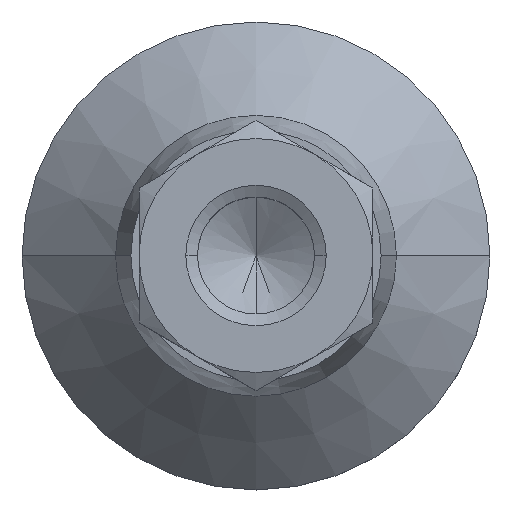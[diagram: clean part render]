
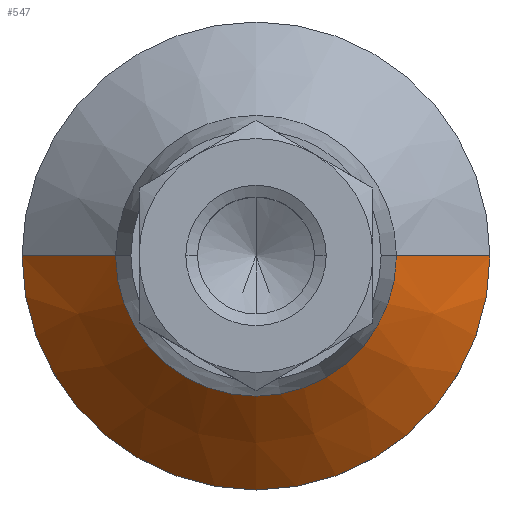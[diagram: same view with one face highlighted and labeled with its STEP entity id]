
A CAD part, top view. The second image highlights one B-rep face of the part: STEP entity #547.
In plain terms, the highlighted conical face has half-angle 45 degrees and reference radius 8 mm.
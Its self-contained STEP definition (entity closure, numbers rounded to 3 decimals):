
#321=EDGE_CURVE('',#363,#337,#745,.T.);
#337=VERTEX_POINT('',#763);
#341=EDGE_CURVE('',#343,#373,#767,.T.);
#343=VERTEX_POINT('',#769);
#363=VERTEX_POINT('',#791);
#373=VERTEX_POINT('',#801);
#491=EDGE_CURVE('',#363,#373,#940,.T.);
#547=ADVANCED_FACE('',(#1003),#1004,.T.);
#583=EDGE_CURVE('',#337,#343,#1045,.T.);
#745=LINE('',#1300,#1301);
#763=CARTESIAN_POINT('',(6.0,0.,6.5));
#767=LINE('',#1337,#1338);
#769=CARTESIAN_POINT('',(-6.,0.,6.5));
#791=CARTESIAN_POINT('',(10.0,0.,2.5));
#801=CARTESIAN_POINT('',(-10.,0.,2.5));
#940=CIRCLE('',#1628,10.);
#1003=FACE_OUTER_BOUND('',#1743,.T.);
#1004=CONICAL_SURFACE('',#1744,8.,0.785);
#1045=CIRCLE('',#1792,6.);
#1300=CARTESIAN_POINT('',(8.,0.,4.5));
#1301=VECTOR('',#1975,1.0);
#1337=CARTESIAN_POINT('',(-8.,0.,4.5));
#1338=VECTOR('',#2003,1.0);
#1628=AXIS2_PLACEMENT_3D('',#2225,#2226,#2227);
#1743=EDGE_LOOP('',(#2319,#2320,#2321,#2322));
#1744=AXIS2_PLACEMENT_3D('',#2323,#2324,#2325);
#1792=AXIS2_PLACEMENT_3D('',#2374,#2375,#2376);
#1975=DIRECTION('',(-0.707,0.,0.707));
#2003=DIRECTION('',(-0.707,0.,-0.707));
#2225=CARTESIAN_POINT('',(0.,0.,2.5));
#2226=DIRECTION('',(-0.0,0.0,-1.0));
#2227=DIRECTION('',(-1.0,0.,0.0));
#2319=ORIENTED_EDGE('',*,*,#341,.T.);
#2320=ORIENTED_EDGE('',*,*,#491,.F.);
#2321=ORIENTED_EDGE('',*,*,#321,.T.);
#2322=ORIENTED_EDGE('',*,*,#583,.T.);
#2323=CARTESIAN_POINT('',(0.,0.,4.5));
#2324=DIRECTION('',(-0.0,-0.0,-1.0));
#2325=DIRECTION('',(-1.0,0.,0.0));
#2374=CARTESIAN_POINT('',(0.,0.,6.5));
#2375=DIRECTION('',(-0.0,0.0,-1.0));
#2376=DIRECTION('',(-1.0,0.,0.0));
